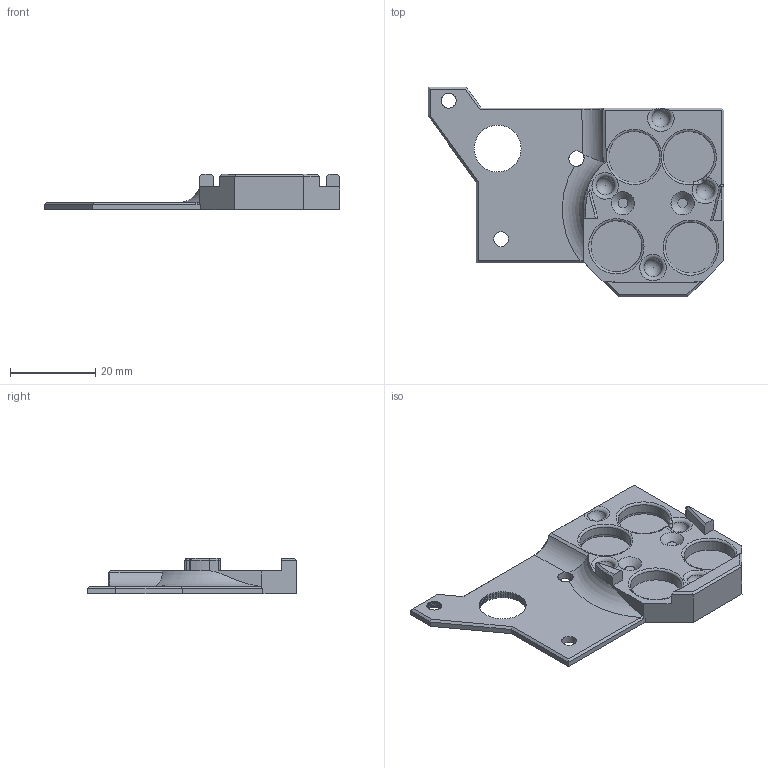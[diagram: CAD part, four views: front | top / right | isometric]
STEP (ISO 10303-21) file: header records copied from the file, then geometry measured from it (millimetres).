
FILE_DESCRIPTION(/* description */ (''),/* implementation_level */ '2;1');
FILE_NAME(/* name */ 'BOTTOM MAG v3.step',/* time_stamp */ '2020-01-29T12:35:02-05:00',/* author */ (''),/* organization */ (''),/* preprocessor_version */ 'ST-DEVELOPER v18',/* originating_system */ 'Autodesk Translation Framework v8.12.0.6',/* authorisation */ '');
FILE_SCHEMA (('AUTOMOTIVE_DESIGN { 1 0 10303 214 3 1 1 }'));
Length unit declared in the file: millimetre
Products named in the file (2): BOTTOM MAG; tool holder- MAG
Assembly tree (1 placements, depth 2):
  BOTTOM MAG
    tool holder- MAG
Bounding box: 69.49 x 49.31 x 8.4 mm (x, y, z)
Volume: 7552 mm3; surface area: 6457.2 mm2
Topology: 1 solids, 1 shells, 255 faces, 744 edges, 491 vertices
Faces by surface type: plane 213, cylinder 16, torus 11, bspline 6, cone 5, sphere 4
Full cylindrical faces by diameter (mm): 2.35 x2, 3.5 x1, 5.5 x2, 12 x6
Entity records: 8670 total; most frequent: CARTESIAN_POINT 1853, ORIENTED_EDGE 1476, DIRECTION 1311, EDGE_CURVE 738, LINE 607, VECTOR 607, VERTEX_POINT 491, AXIS2_PLACEMENT_3D 352
